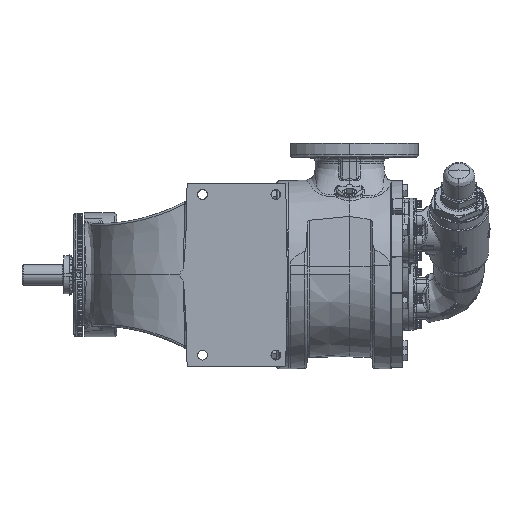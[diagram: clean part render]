
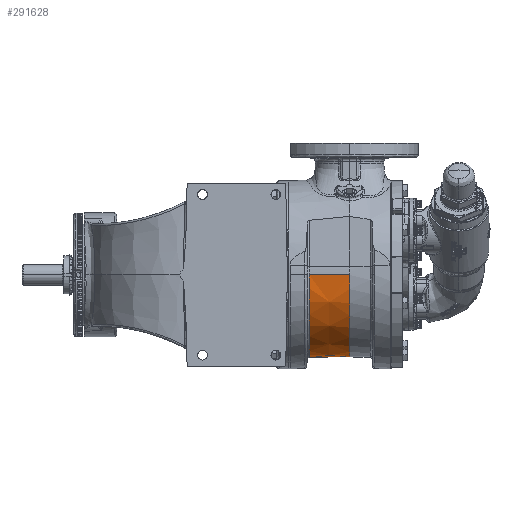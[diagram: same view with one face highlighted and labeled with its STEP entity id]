
A CAD part, front view. The second image highlights one B-rep face of the part: STEP entity #291628.
In plain terms, the highlighted conical face has half-angle 1 degrees and reference radius 114.64 mm.
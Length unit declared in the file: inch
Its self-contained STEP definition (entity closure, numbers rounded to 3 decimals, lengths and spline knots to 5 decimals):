
#3166 = EDGE_LOOP ( 'NONE', ( #148457, #83979, #240812, #202111, #333344 ) ) ;
#6724 = DIRECTION ( 'NONE',  ( 0., -1., 0. ) ) ;
#7494 = LINE ( 'NONE', #285594, #136399 ) ;
#14474 = VERTEX_POINT ( 'NONE', #152455 ) ;
#45630 = CARTESIAN_POINT ( 'NONE',  ( 1.14552, 0., 0. ) ) ;
#51217 = DIRECTION ( 'NONE',  ( -1., -0.017, 0. ) ) ;
#53051 = DIRECTION ( 'NONE',  ( -1., 0., 0. ) ) ;
#62907 = CARTESIAN_POINT ( 'NONE',  ( 3.345, 0., 0. ) ) ;
#63523 = VECTOR ( 'NONE', #51217, 39.37008 ) ;
#69798 = AXIS2_PLACEMENT_3D ( 'NONE', #62907, #243221, #88856 ) ;
#71482 = DIRECTION ( 'NONE',  ( 0., 1., 0. ) ) ;
#71766 = CARTESIAN_POINT ( 'NONE',  ( 3.345, 0., -4.475 ) ) ;
#72954 = EDGE_CURVE ( 'NONE', #184562, #165061, #94710, .T. ) ;
#74840 = CARTESIAN_POINT ( 'NONE',  ( 1.14552, -4.51339, 0. ) ) ;
#83979 = ORIENTED_EDGE ( 'NONE', *, *, #183105, .T. ) ;
#88856 = DIRECTION ( 'NONE',  ( 0., -1., 0. ) ) ;
#94710 = CIRCLE ( 'NONE', #136429, 4.475 ) ;
#94806 = CIRCLE ( 'NONE', #152406, 4.51339 ) ;
#98094 = CARTESIAN_POINT ( 'NONE',  ( 3.345, 0.46776, -4.45049 ) ) ;
#107815 = CARTESIAN_POINT ( 'NONE',  ( 3.345, 0., 0. ) ) ;
#131167 = EDGE_CURVE ( 'NONE', #14474, #329073, #94806, .T. ) ;
#131945 = LINE ( 'NONE', #74840, #63523 ) ;
#133667 = DIRECTION ( 'NONE',  ( 0., -1., 0. ) ) ;
#136399 = VECTOR ( 'NONE', #311507, 39.37008 ) ;
#136429 = AXIS2_PLACEMENT_3D ( 'NONE', #107815, #288261, #133667 ) ;
#140723 = CARTESIAN_POINT ( 'NONE',  ( 3.345, -4.475, 0. ) ) ;
#148457 = ORIENTED_EDGE ( 'NONE', *, *, #72954, .T. ) ;
#148636 = FACE_OUTER_BOUND ( 'NONE', #3166, .T. ) ;
#152406 = AXIS2_PLACEMENT_3D ( 'NONE', #45630, #225886, #71482 ) ;
#152455 = CARTESIAN_POINT ( 'NONE',  ( 1.14552, -4.51339, 0. ) ) ;
#165061 = VERTEX_POINT ( 'NONE', #140723 ) ;
#183105 = EDGE_CURVE ( 'NONE', #165061, #14474, #131945, .T. ) ;
#184562 = VERTEX_POINT ( 'NONE', #71766 ) ;
#185954 = CARTESIAN_POINT ( 'NONE',  ( 1.14552, 0., 0. ) ) ;
#199722 = CIRCLE ( 'NONE', #69798, 4.475 ) ;
#202111 = ORIENTED_EDGE ( 'NONE', *, *, #258717, .F. ) ;
#225886 = DIRECTION ( 'NONE',  ( 1., 0., 0. ) ) ;
#230438 = EDGE_CURVE ( 'NONE', #293659, #184562, #199722, .T. ) ;
#240812 = ORIENTED_EDGE ( 'NONE', *, *, #131167, .T. ) ;
#243221 = DIRECTION ( 'NONE',  ( -1., 0., 0. ) ) ;
#258717 = EDGE_CURVE ( 'NONE', #293659, #329073, #7494, .T. ) ;
#274251 = CARTESIAN_POINT ( 'NONE',  ( 1.14552, 0.47178, -4.48867 ) ) ;
#285594 = CARTESIAN_POINT ( 'NONE',  ( 1.03166, 0.47199, -4.49064 ) ) ;
#288261 = DIRECTION ( 'NONE',  ( -1., 0., 0. ) ) ;
#289311 = AXIS2_PLACEMENT_3D ( 'NONE', #185954, #53051, #6724 ) ;
#291628 = ADVANCED_FACE ( 'NONE', ( #148636 ), #305843, .T. ) ;
#293659 = VERTEX_POINT ( 'NONE', #98094 ) ;
#305843 = CONICAL_SURFACE ( 'NONE', #289311, 4.51339, 0.017 ) ;
#311507 = DIRECTION ( 'NONE',  ( -1., 0.002, -0.017 ) ) ;
#329073 = VERTEX_POINT ( 'NONE', #274251 ) ;
#333344 = ORIENTED_EDGE ( 'NONE', *, *, #230438, .T. ) ;
